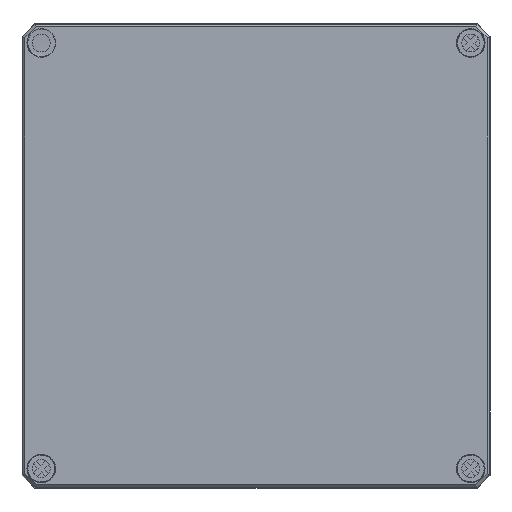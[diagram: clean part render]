
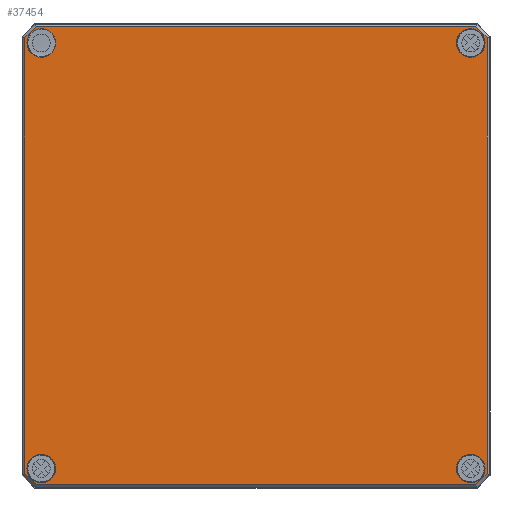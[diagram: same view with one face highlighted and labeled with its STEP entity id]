
A CAD part, top view. The second image highlights one B-rep face of the part: STEP entity #37454.
In plain terms, the highlighted planar face has unit normal (0, 0, 1).
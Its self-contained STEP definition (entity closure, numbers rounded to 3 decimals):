
#323=FACE_BOUND('',#12053,.T.);
#324=FACE_BOUND('',#12054,.T.);
#325=FACE_BOUND('',#12055,.T.);
#326=FACE_BOUND('',#12056,.T.);
#1063=PLANE('',#40332);
#3750=LINE('',#67678,#6661);
#3751=LINE('',#67680,#6662);
#3752=LINE('',#67682,#6663);
#3753=LINE('',#67684,#6664);
#3754=LINE('',#67686,#6665);
#3755=LINE('',#67688,#6666);
#3756=LINE('',#67690,#6667);
#3757=LINE('',#67691,#6668);
#6661=VECTOR('',#48218,10.);
#6662=VECTOR('',#48219,10.);
#6663=VECTOR('',#48220,10.);
#6664=VECTOR('',#48221,10.);
#6665=VECTOR('',#48222,10.);
#6666=VECTOR('',#48223,10.);
#6667=VECTOR('',#48224,10.);
#6668=VECTOR('',#48225,10.);
#9591=FACE_OUTER_BOUND('',#12052,.T.);
#12052=EDGE_LOOP('',(#32453,#32454,#32455,#32456,#32457,#32458,#32459,#32460));
#12053=EDGE_LOOP('',(#32461));
#12054=EDGE_LOOP('',(#32462));
#12055=EDGE_LOOP('',(#32463));
#12056=EDGE_LOOP('',(#32464));
#14598=CIRCLE('',#40330,5.556);
#14600=CIRCLE('',#40333,5.556);
#14601=CIRCLE('',#40334,5.556);
#14602=CIRCLE('',#40335,5.556);
#17923=VERTEX_POINT('',#67672);
#17924=VERTEX_POINT('',#67676);
#17925=VERTEX_POINT('',#67677);
#17926=VERTEX_POINT('',#67679);
#17927=VERTEX_POINT('',#67681);
#17928=VERTEX_POINT('',#67683);
#17929=VERTEX_POINT('',#67685);
#17930=VERTEX_POINT('',#67687);
#17931=VERTEX_POINT('',#67689);
#17932=VERTEX_POINT('',#67692);
#17933=VERTEX_POINT('',#67694);
#17934=VERTEX_POINT('',#67696);
#22843=EDGE_CURVE('',#17923,#17923,#14598,.T.);
#22845=EDGE_CURVE('',#17924,#17925,#3750,.T.);
#22846=EDGE_CURVE('',#17926,#17924,#3751,.T.);
#22847=EDGE_CURVE('',#17927,#17926,#3752,.T.);
#22848=EDGE_CURVE('',#17928,#17927,#3753,.T.);
#22849=EDGE_CURVE('',#17929,#17928,#3754,.T.);
#22850=EDGE_CURVE('',#17930,#17929,#3755,.T.);
#22851=EDGE_CURVE('',#17931,#17930,#3756,.T.);
#22852=EDGE_CURVE('',#17925,#17931,#3757,.T.);
#22853=EDGE_CURVE('',#17932,#17932,#14600,.T.);
#22854=EDGE_CURVE('',#17933,#17933,#14601,.T.);
#22855=EDGE_CURVE('',#17934,#17934,#14602,.T.);
#32453=ORIENTED_EDGE('',*,*,#22845,.F.);
#32454=ORIENTED_EDGE('',*,*,#22846,.F.);
#32455=ORIENTED_EDGE('',*,*,#22847,.F.);
#32456=ORIENTED_EDGE('',*,*,#22848,.F.);
#32457=ORIENTED_EDGE('',*,*,#22849,.F.);
#32458=ORIENTED_EDGE('',*,*,#22850,.F.);
#32459=ORIENTED_EDGE('',*,*,#22851,.F.);
#32460=ORIENTED_EDGE('',*,*,#22852,.F.);
#32461=ORIENTED_EDGE('',*,*,#22853,.F.);
#32462=ORIENTED_EDGE('',*,*,#22854,.F.);
#32463=ORIENTED_EDGE('',*,*,#22855,.F.);
#32464=ORIENTED_EDGE('',*,*,#22843,.F.);
#37454=ADVANCED_FACE('',(#9591,#323,#324,#325,#326),#1063,.T.);
#40330=AXIS2_PLACEMENT_3D('',#67673,#48212,#48213);
#40332=AXIS2_PLACEMENT_3D('',#67675,#48216,#48217);
#40333=AXIS2_PLACEMENT_3D('',#67693,#48226,#48227);
#40334=AXIS2_PLACEMENT_3D('',#67695,#48228,#48229);
#40335=AXIS2_PLACEMENT_3D('',#67697,#48230,#48231);
#48212=DIRECTION('center_axis',(0.,0.,1.));
#48213=DIRECTION('ref_axis',(-1.,0.,0.));
#48216=DIRECTION('center_axis',(0.,0.,1.));
#48217=DIRECTION('ref_axis',(1.,0.,0.));
#48218=DIRECTION('',(0.707,-0.707,0.));
#48219=DIRECTION('',(1.,0.,0.));
#48220=DIRECTION('',(0.707,0.707,0.));
#48221=DIRECTION('',(0.,1.,0.));
#48222=DIRECTION('',(-0.707,0.707,0.));
#48223=DIRECTION('',(-1.,0.,0.));
#48224=DIRECTION('',(-0.707,-0.707,0.));
#48225=DIRECTION('',(0.,-1.,0.));
#48226=DIRECTION('center_axis',(0.,0.,1.));
#48227=DIRECTION('ref_axis',(1.,0.,0.));
#48228=DIRECTION('center_axis',(0.,0.,1.));
#48229=DIRECTION('ref_axis',(1.,0.,0.));
#48230=DIRECTION('center_axis',(0.,0.,1.));
#48231=DIRECTION('ref_axis',(-1.,0.,0.));
#67672=CARTESIAN_POINT('',(-77.944,82.75,18.));
#67673=CARTESIAN_POINT('Origin',(-83.5,82.75,18.));
#67675=CARTESIAN_POINT('Origin',(0.,0.,
18.));
#67676=CARTESIAN_POINT('',(85.521,89.093,18.));
#67677=CARTESIAN_POINT('',(89.843,84.771,18.));
#67678=CARTESIAN_POINT('',(86.244,88.369,18.));
#67679=CARTESIAN_POINT('',(-85.521,89.093,18.));
#67680=CARTESIAN_POINT('',(-43.,89.093,18.));
#67681=CARTESIAN_POINT('',(-89.843,84.771,18.));
#67682=CARTESIAN_POINT('',(-88.744,85.869,18.));
#67683=CARTESIAN_POINT('',(-89.843,-84.771,18.));
#67684=CARTESIAN_POINT('',(-89.843,-42.625,18.));
#67685=CARTESIAN_POINT('',(-85.521,-89.093,18.));
#67686=CARTESIAN_POINT('',(-86.244,-88.369,18.));
#67687=CARTESIAN_POINT('',(85.521,-89.093,18.));
#67688=CARTESIAN_POINT('',(43.,-89.093,18.));
#67689=CARTESIAN_POINT('',(89.843,-84.771,18.));
#67690=CARTESIAN_POINT('',(88.744,-85.869,18.));
#67691=CARTESIAN_POINT('',(89.843,42.625,18.));
#67692=CARTESIAN_POINT('',(89.056,82.75,18.));
#67693=CARTESIAN_POINT('Origin',(83.5,82.75,18.));
#67694=CARTESIAN_POINT('',(89.056,-82.75,18.));
#67695=CARTESIAN_POINT('Origin',(83.5,-82.75,18.));
#67696=CARTESIAN_POINT('',(-77.944,-82.75,18.));
#67697=CARTESIAN_POINT('Origin',(-83.5,-82.75,18.));
